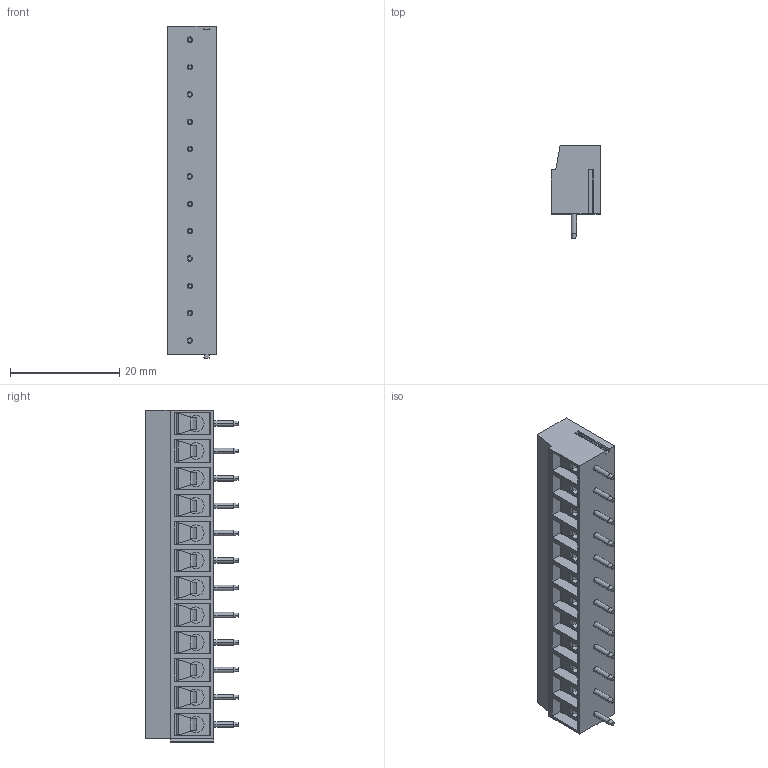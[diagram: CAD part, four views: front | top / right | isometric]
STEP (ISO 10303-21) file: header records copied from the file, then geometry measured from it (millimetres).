
FILE_DESCRIPTION((''),'2;1');
FILE_NAME('PRT0050','2024-10-19T',('yanfa'),(''),'PRO/ENGINEER BY PARAMETRIC TECHNOLOGY CORPORATION, 2009280','PRO/ENGINEER BY PARAMETRIC TECHNOLOGY CORPORATION, 2009280','');
FILE_SCHEMA(('AUTOMOTIVE_DESIGN_CC2 { 1 2 10303 214 -1 1 5 2 }'));
Length unit declared in the file: millimetre
Products named in the file (1): PRT0050
Bounding box: 9 x 17 x 60.68 mm (x, y, z)
Volume: 5216.1 mm3; surface area: 5186 mm2
Topology: 1 solids, 1 shells, 804 faces, 2106 edges, 1364 vertices
Faces by surface type: plane 400, cylinder 236, extrusion 72, cone 72, torus 24
Entity records: 25661 total; most frequent: CARTESIAN_POINT 5862, ORIENTED_EDGE 4212, DIRECTION 3946, EDGE_CURVE 2106, VERTEX_POINT 1364, AXIS2_PLACEMENT_3D 1324, VECTOR 1298, LINE 1226
